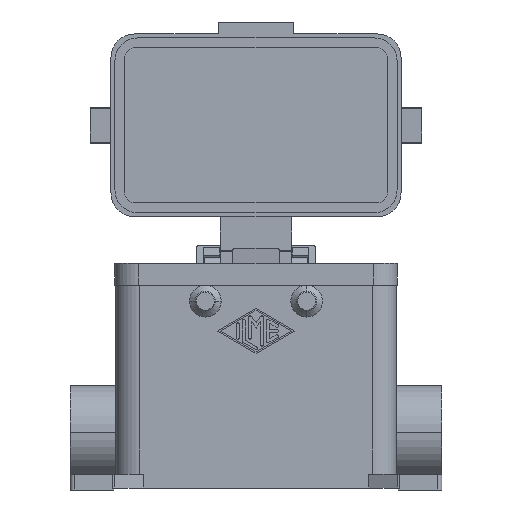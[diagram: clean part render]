
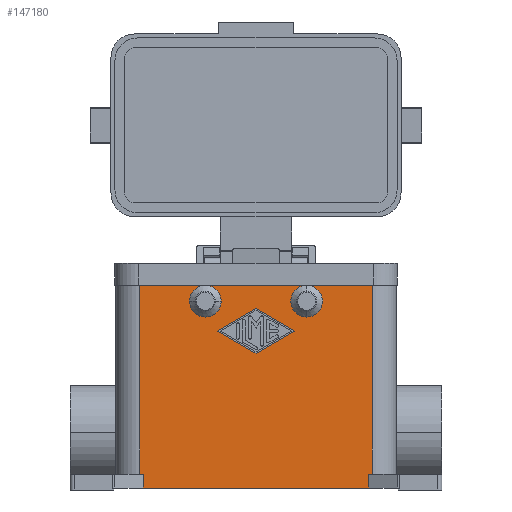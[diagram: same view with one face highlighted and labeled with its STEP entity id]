
A CAD part, front view. The second image highlights one B-rep face of the part: STEP entity #147180.
In plain terms, the highlighted planar face has unit normal (0, -1, 0).
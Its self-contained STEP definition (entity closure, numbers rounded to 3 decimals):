
#20930=CARTESIAN_POINT('',(-16.75,-21.75,19.5));
#20940=VERTEX_POINT('',#20930);
#20970=CARTESIAN_POINT('',(-12.75,-21.75,19.5));
#20980=DIRECTION('',(0.,1.,0.));
#20990=DIRECTION('',(1.,-0.,0.));
#21000=AXIS2_PLACEMENT_3D('',#20970,#20980,#20990);
#21010=CIRCLE('',#21000,4.);
#21020=CARTESIAN_POINT('',(-12.75,-21.75,23.5));
#21030=VERTEX_POINT('',#21020);
#21040=EDGE_CURVE('',#20940,#21030,#21010,.T.);
#21060=CARTESIAN_POINT('',(-8.75,-21.75,19.5));
#21070=VERTEX_POINT('',#21060);
#21080=EDGE_CURVE('',#21030,#21070,#21010,.T.);
#34010=CARTESIAN_POINT('',(0.,-21.75,-24.));
#34020=DIRECTION('',(1.,0.,0.));
#34030=VECTOR('',#34020,1.);
#34040=LINE('',#34010,#34030);
#34050=CARTESIAN_POINT('',(28.389,-21.75,-24.));
#34060=VERTEX_POINT('',#34050);
#34070=CARTESIAN_POINT('',(29.25,-21.75,-24.));
#34080=VERTEX_POINT('',#34070);
#34090=EDGE_CURVE('',#34060,#34080,#34040,.T.);
#42060=CARTESIAN_POINT('',(-28.389,-21.75,0.));
#42070=DIRECTION('',(-0.,0.,1.));
#42080=VECTOR('',#42070,1.);
#42090=LINE('',#42060,#42080);
#42100=CARTESIAN_POINT('',(-28.389,-21.75,-27.5));
#42110=VERTEX_POINT('',#42100);
#42120=CARTESIAN_POINT('',(-28.389,-21.75,-24.));
#42130=VERTEX_POINT('',#42120);
#42140=EDGE_CURVE('',#42110,#42130,#42090,.T.);
#42840=CARTESIAN_POINT('',(28.389,-21.75,0.));
#42850=DIRECTION('',(-0.,-0.,-1.));
#42860=VECTOR('',#42850,1.);
#42870=LINE('',#42840,#42860);
#42880=CARTESIAN_POINT('',(28.389,-21.75,-27.5));
#42890=VERTEX_POINT('',#42880);
#42900=EDGE_CURVE('',#34060,#42890,#42870,.T.);
#43300=CARTESIAN_POINT('',(-29.25,-21.75,23.5));
#43310=VERTEX_POINT('',#43300);
#43340=CARTESIAN_POINT('',(-29.25,-21.75,23.5));
#43350=DIRECTION('',(0.,0.,-1.));
#43360=VECTOR('',#43350,1.);
#43370=LINE('',#43340,#43360);
#43380=CARTESIAN_POINT('',(-29.25,-21.75,-24.));
#43390=VERTEX_POINT('',#43380);
#43400=EDGE_CURVE('',#43310,#43390,#43370,.T.);
#43820=CARTESIAN_POINT('',(0.,-21.75,-27.5));
#43830=DIRECTION('',(-1.,-0.,0.));
#43840=VECTOR('',#43830,1.);
#43850=LINE('',#43820,#43840);
#43860=EDGE_CURVE('',#42890,#42110,#43850,.T.);
#44310=CARTESIAN_POINT('',(0.,-21.75,-24.));
#44320=DIRECTION('',(1.,0.,0.));
#44330=VECTOR('',#44320,1.);
#44340=LINE('',#44310,#44330);
#44350=EDGE_CURVE('',#43390,#42130,#44340,.T.);
#44570=CARTESIAN_POINT('',(29.25,-21.75,23.5));
#44580=DIRECTION('',(0.,0.,-1.));
#44590=VECTOR('',#44580,1.);
#44600=LINE('',#44570,#44590);
#44610=CARTESIAN_POINT('',(29.25,-21.75,23.5));
#44620=VERTEX_POINT('',#44610);
#44630=EDGE_CURVE('',#44620,#34080,#44600,.T.);
#84890=CARTESIAN_POINT('',(12.75,-21.75,23.5));
#84900=VERTEX_POINT('',#84890);
#85000=CARTESIAN_POINT('',(12.75,-21.75,15.5));
#85010=VERTEX_POINT('',#85000);
#85040=CARTESIAN_POINT('',(12.75,-21.75,19.5));
#85050=DIRECTION('',(0.,1.,0.));
#85060=DIRECTION('',(0.,0.,-1.));
#85070=AXIS2_PLACEMENT_3D('',#85040,#85050,#85060);
#85080=CIRCLE('',#85070,4.);
#85090=EDGE_CURVE('',#85010,#84900,#85080,.T.);
#115370=CARTESIAN_POINT('',(-9.75,-21.75,12.));
#115380=VERTEX_POINT('',#115370);
#115410=CARTESIAN_POINT('',(0.,-21.75,17.625));
#115420=DIRECTION('',(0.866,-0.,0.5));
#115430=VECTOR('',#115420,1.);
#115440=LINE('',#115410,#115430);
#115450=CARTESIAN_POINT('',(0.,-21.75,17.625));
#115460=VERTEX_POINT('',#115450);
#115470=EDGE_CURVE('',#115380,#115460,#115440,.T.);
#115720=CARTESIAN_POINT('',(0.,-21.75,17.625));
#115730=DIRECTION('',(0.866,-0.,-0.5));
#115740=VECTOR('',#115730,1.);
#115750=LINE('',#115720,#115740);
#115760=CARTESIAN_POINT('',(9.75,-21.75,12.));
#115770=VERTEX_POINT('',#115760);
#115780=EDGE_CURVE('',#115460,#115770,#115750,.T.);
#116030=CARTESIAN_POINT('',(0.,-21.75,6.375));
#116040=DIRECTION('',(-0.866,-0.,-0.5));
#116050=VECTOR('',#116040,1.);
#116060=LINE('',#116030,#116050);
#116070=CARTESIAN_POINT('',(0.,-21.75,6.375));
#116080=VERTEX_POINT('',#116070);
#116090=EDGE_CURVE('',#115770,#116080,#116060,.T.);
#116340=CARTESIAN_POINT('',(0.,-21.75,6.375));
#116350=DIRECTION('',(-0.866,-0.,0.5));
#116360=VECTOR('',#116350,1.);
#116370=LINE('',#116340,#116360);
#116380=EDGE_CURVE('',#116080,#115380,#116370,.T.);
#128420=CARTESIAN_POINT('',(0.,-21.75,23.5));
#128430=DIRECTION('',(-1.,-0.,0.));
#128440=VECTOR('',#128430,1.);
#128450=LINE('',#128420,#128440);
#128460=EDGE_CURVE('',#44620,#84900,#128450,.T.);
#128480=CARTESIAN_POINT('',(0.,-21.75,23.5));
#128490=DIRECTION('',(-1.,-0.,0.));
#128500=VECTOR('',#128490,1.);
#128510=LINE('',#128480,#128500);
#128520=EDGE_CURVE('',#84900,#21030,#128510,.T.);
#128540=CARTESIAN_POINT('',(0.,-21.75,23.5));
#128550=DIRECTION('',(-1.,-0.,0.));
#128560=VECTOR('',#128550,1.);
#128570=LINE('',#128540,#128560);
#128580=EDGE_CURVE('',#21030,#43310,#128570,.T.);
#146880=CARTESIAN_POINT('',(30.714,-21.75,24.777));
#146890=DIRECTION('',(0.,-1.,0.));
#146900=DIRECTION('',(-1.,-0.,0.));
#146910=AXIS2_PLACEMENT_3D('',#146880,#146890,#146900);
#146920=PLANE('',#146910);
#146930=ORIENTED_EDGE('',*,*,#42140,.F.);
#146940=ORIENTED_EDGE('',*,*,#44350,.T.);
#146950=ORIENTED_EDGE('',*,*,#43400,.T.);
#146960=ORIENTED_EDGE('',*,*,#128580,.T.);
#146970=ORIENTED_EDGE('',*,*,#21040,.T.);
#146980=EDGE_CURVE('',#21070,#20940,#21010,.T.);
#146990=ORIENTED_EDGE('',*,*,#146980,.T.);
#147000=ORIENTED_EDGE('',*,*,#21080,.T.);
#147010=ORIENTED_EDGE('',*,*,#128520,.T.);
#147020=ORIENTED_EDGE('',*,*,#85090,.T.);
#147030=EDGE_CURVE('',#84900,#85010,#85080,.T.);
#147040=ORIENTED_EDGE('',*,*,#147030,.T.);
#147050=ORIENTED_EDGE('',*,*,#128460,.T.);
#147060=ORIENTED_EDGE('',*,*,#44630,.F.);
#147070=ORIENTED_EDGE('',*,*,#34090,.T.);
#147080=ORIENTED_EDGE('',*,*,#42900,.F.);
#147090=ORIENTED_EDGE('',*,*,#43860,.F.);
#147100=EDGE_LOOP('',(#147090,#147080,#147070,#147060,#147050,#147040,
#147020,#147010,#147000,#146990,#146970,#146960,#146950,#146940,#146930)
);
#147110=FACE_OUTER_BOUND('',#147100,.T.);
#147120=ORIENTED_EDGE('',*,*,#116090,.T.);
#147130=ORIENTED_EDGE('',*,*,#115780,.T.);
#147140=ORIENTED_EDGE('',*,*,#115470,.T.);
#147150=ORIENTED_EDGE('',*,*,#116380,.T.);
#147160=EDGE_LOOP('',(#147150,#147140,#147130,#147120));
#147170=FACE_BOUND('',#147160,.T.);
#147180=ADVANCED_FACE('',(#147110,#147170),#146920,.T.);
